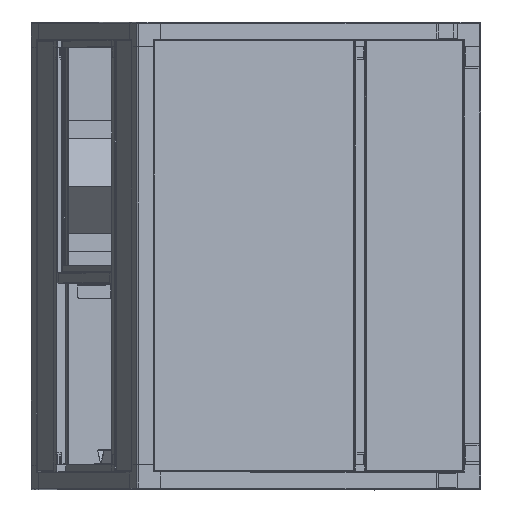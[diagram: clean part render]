
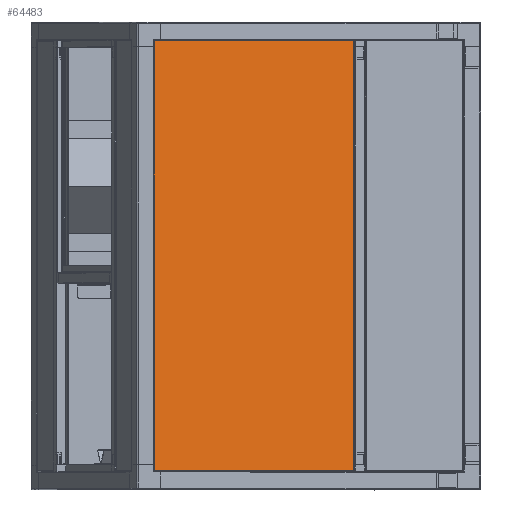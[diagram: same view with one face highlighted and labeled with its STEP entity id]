
A CAD part, top view. The second image highlights one B-rep face of the part: STEP entity #64483.
In plain terms, the highlighted planar face has unit normal (0.294, 0, 0.956).
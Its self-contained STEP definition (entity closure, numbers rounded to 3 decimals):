
#1649 = DIRECTION ( 'NONE',  ( 0., 1., 0. ) ) ;
#2617 = DIRECTION ( 'NONE',  ( 0.956, 0., -0.294 ) ) ;
#6345 = VERTEX_POINT ( 'NONE', #8802 ) ;
#6957 = CARTESIAN_POINT ( 'NONE',  ( 1159.5, -1271.7, 841.323 ) ) ;
#8802 = CARTESIAN_POINT ( 'NONE',  ( 1159.5, -53.3, 841.323 ) ) ;
#9424 = ORIENTED_EDGE ( 'NONE', *, *, #43415, .T. ) ;
#9725 = EDGE_LOOP ( 'NONE', ( #9424, #43757, #71600, #11827 ) ) ;
#11827 = ORIENTED_EDGE ( 'NONE', *, *, #18527, .T. ) ;
#18527 = EDGE_CURVE ( 'Defeature ausgef�hrt132_1571+Defeature ausgef�hrt132_1575+Defeature ausgef�hrt132_1587+Defeature ausgef�hrt132_1581', #65819, #45164, #51263, .T. ) ;
#22441 = VECTOR ( 'NONE', #31572, 1000. ) ;
#23901 = PLANE ( 'NONE',  #72204 ) ;
#31572 = DIRECTION ( 'NONE',  ( 0.956, 0., -0.294 ) ) ;
#32509 = VECTOR ( 'NONE', #43258, 1000. ) ;
#36650 = LINE ( 'NONE', #65436, #41651 ) ;
#36664 = CARTESIAN_POINT ( 'NONE',  ( 595.252, -52.207, 1015.095 ) ) ;
#37604 = FACE_OUTER_BOUND ( 'NONE', #9725, .T. ) ;
#40929 = EDGE_CURVE ( 'Defeature ausgef�hrt132_1571+Defeature ausgef�hrt132_1589+Defeature ausgef�hrt132_1581+Defeature ausgef�hrt132_1587', #49424, #6345, #36650, .T. ) ;
#41651 = VECTOR ( 'NONE', #1649, 1000. ) ;
#43258 = DIRECTION ( 'NONE',  ( 0., -1., 0. ) ) ;
#43415 = EDGE_CURVE ( 'Defeature ausgef�hrt132_1571+Defeature ausgef�hrt132_1581+Defeature ausgef�hrt132_1575+Defeature ausgef�hrt132_1589', #45164, #49424, #67463, .T. ) ;
#43757 = ORIENTED_EDGE ( 'NONE', *, *, #40929, .T. ) ;
#45092 = CARTESIAN_POINT ( 'NONE',  ( 1160.544, -53.3, 841.001 ) ) ;
#45164 = VERTEX_POINT ( 'NONE', #50969 ) ;
#49424 = VERTEX_POINT ( 'NONE', #6957 ) ;
#50969 = CARTESIAN_POINT ( 'NONE',  ( 595.252, -1271.7, 1015.095 ) ) ;
#51263 = LINE ( 'NONE', #36664, #32509 ) ;
#52177 = LINE ( 'NONE', #45092, #78950 ) ;
#52672 = CARTESIAN_POINT ( 'NONE',  ( 592.576, -1274.5, 1015.919 ) ) ;
#64483 = ADVANCED_FACE ( 'Defeature ausgef�hrt132_1571', ( #37604 ), #23901, .T. ) ;
#65436 = CARTESIAN_POINT ( 'NONE',  ( 1159.5, -1272.793, 841.323 ) ) ;
#65819 = VERTEX_POINT ( 'NONE', #67930 ) ;
#65905 = DIRECTION ( 'NONE',  ( -0.956, 0., 0.294 ) ) ;
#66396 = DIRECTION ( 'NONE',  ( 0.294, 0., 0.956 ) ) ;
#67463 = LINE ( 'NONE', #81646, #22441 ) ;
#67930 = CARTESIAN_POINT ( 'NONE',  ( 595.252, -53.3, 1015.095 ) ) ;
#71600 = ORIENTED_EDGE ( 'NONE', *, *, #78848, .T. ) ;
#72204 = AXIS2_PLACEMENT_3D ( 'NONE', #52672, #66396, #2617 ) ;
#78848 = EDGE_CURVE ( 'Defeature ausgef�hrt132_1571+Defeature ausgef�hrt132_1587+Defeature ausgef�hrt132_1589+Defeature ausgef�hrt132_1575', #6345, #65819, #52177, .T. ) ;
#78950 = VECTOR ( 'NONE', #65905, 1000. ) ;
#81646 = CARTESIAN_POINT ( 'NONE',  ( 594.207, -1271.7, 1015.416 ) ) ;
